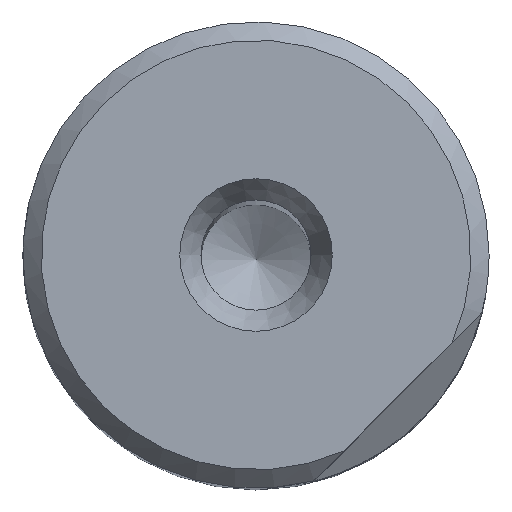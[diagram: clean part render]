
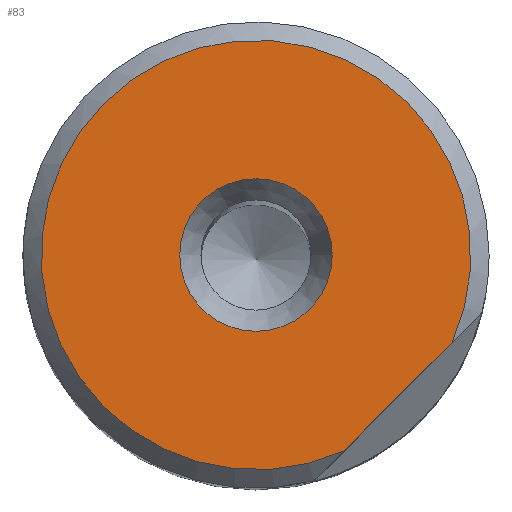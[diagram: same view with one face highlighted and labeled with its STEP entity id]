
A CAD part, top view. The second image highlights one B-rep face of the part: STEP entity #83.
In plain terms, the highlighted planar face has unit normal (0, 0, 1).
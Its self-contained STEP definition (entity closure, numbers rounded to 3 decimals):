
#83=ADVANCED_FACE('',(#127,#128),#104,.T.);
#104=PLANE('',#310);
#111=LINE('',#430,#119);
#119=VECTOR('',#348,1.);
#127=FACE_BOUND('',#155,.T.);
#128=FACE_BOUND('',#156,.T.);
#155=EDGE_LOOP('',(#188));
#156=EDGE_LOOP('',(#189,#190));
#188=ORIENTED_EDGE('',*,*,#266,.T.);
#189=ORIENTED_EDGE('',*,*,#267,.T.);
#190=ORIENTED_EDGE('',*,*,#268,.T.);
#242=VERTEX_POINT('',#429);
#243=VERTEX_POINT('',#431);
#244=VERTEX_POINT('',#432);
#266=EDGE_CURVE('',#242,#242,#293,.T.);
#267=EDGE_CURVE('',#243,#244,#111,.T.);
#268=EDGE_CURVE('',#244,#243,#294,.T.);
#293=CIRCLE('',#308,4.155);
#294=CIRCLE('',#309,11.7);
#308=AXIS2_PLACEMENT_3D('',#428,#346,#347);
#309=AXIS2_PLACEMENT_3D('',#433,#349,#350);
#310=AXIS2_PLACEMENT_3D('',#434,#351,#352);
#346=DIRECTION('',(0.,0.,-1.));
#347=DIRECTION('',(-1.,0.,0.));
#348=DIRECTION('',(0.707,0.707,0.));
#349=DIRECTION('',(0.,0.,1.));
#350=DIRECTION('',(1.,0.,0.));
#351=DIRECTION('',(0.,0.,1.));
#352=DIRECTION('',(1.,0.,0.));
#428=CARTESIAN_POINT('',(0.,0.,57.85));
#429=CARTESIAN_POINT('',(-4.155,0.,57.85));
#430=CARTESIAN_POINT('',(-2.878,-18.335,57.85));
#431=CARTESIAN_POINT('',(4.777,-10.68,57.85));
#432=CARTESIAN_POINT('',(10.68,-4.777,57.85));
#433=CARTESIAN_POINT('',(0.,0.,57.85));
#434=CARTESIAN_POINT('',(0.,0.,57.85));
